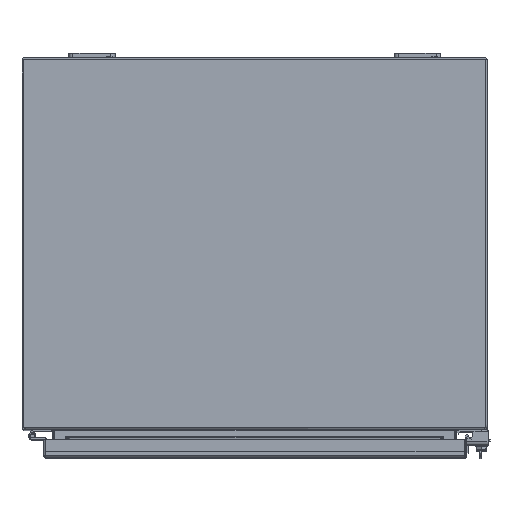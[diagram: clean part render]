
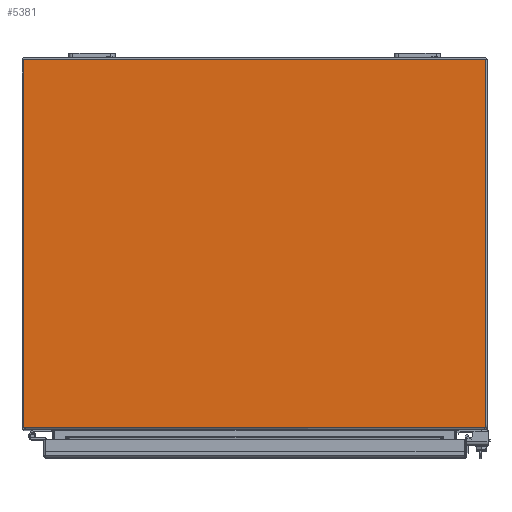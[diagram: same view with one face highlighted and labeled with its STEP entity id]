
A CAD part, top view. The second image highlights one B-rep face of the part: STEP entity #5381.
In plain terms, the highlighted planar face has unit normal (0, 0, 1).
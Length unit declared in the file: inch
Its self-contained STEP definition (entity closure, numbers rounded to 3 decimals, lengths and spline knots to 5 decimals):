
#331 = DIRECTION ( 'NONE',  ( 1., 0., 0. ) ) ;
#362 = DIRECTION ( 'NONE',  ( 0., 0., 1. ) ) ;
#1214 = LINE ( 'NONE', #12586, #21555 ) ;
#2223 = VERTEX_POINT ( 'NONE', #4623 ) ;
#2433 = PLANE ( 'NONE',  #23650 ) ;
#3597 = VERTEX_POINT ( 'NONE', #37169 ) ;
#4538 = VECTOR ( 'NONE', #25680, 39.37008 ) ;
#4623 = CARTESIAN_POINT ( 'NONE',  ( 9.89842, -15.892, 12. ) ) ;
#5381 = ADVANCED_FACE ( 'NONE', ( #13802 ), #2433, .T. ) ;
#5775 = DIRECTION ( 'NONE',  ( 1., 0., 0. ) ) ;
#8760 = EDGE_CURVE ( 'NONE', #2223, #15976, #24137, .T. ) ;
#9154 = EDGE_CURVE ( 'NONE', #33581, #48224, #27379, .T. ) ;
#9327 = VECTOR ( 'NONE', #5775, 39.37008 ) ;
#10622 = CARTESIAN_POINT ( 'NONE',  ( 9.928, -0.072, 12. ) ) ;
#12586 = CARTESIAN_POINT ( 'NONE',  ( -9.928, -0.072, 12. ) ) ;
#13094 = DIRECTION ( 'NONE',  ( -1., 0., 0. ) ) ;
#13802 = FACE_OUTER_BOUND ( 'NONE', #18816, .T. ) ;
#14258 = ORIENTED_EDGE ( 'NONE', *, *, #9154, .T. ) ;
#14552 = CARTESIAN_POINT ( 'NONE',  ( 9.678, -15.77404, 12. ) ) ;
#15976 = VERTEX_POINT ( 'NONE', #27483 ) ;
#18816 = EDGE_LOOP ( 'NONE', ( #14258, #49654, #20923, #35403, #22623, #31681 ) ) ;
#19371 = VERTEX_POINT ( 'NONE', #45521 ) ;
#20432 = VECTOR ( 'NONE', #31497, 39.37008 ) ;
#20465 = LINE ( 'NONE', #35716, #20432 ) ;
#20923 = ORIENTED_EDGE ( 'NONE', *, *, #8760, .T. ) ;
#21555 = VECTOR ( 'NONE', #13094, 39.37008 ) ;
#21802 = DIRECTION ( 'NONE',  ( 1., 0., 0. ) ) ;
#22623 = ORIENTED_EDGE ( 'NONE', *, *, #48537, .T. ) ;
#23650 = AXIS2_PLACEMENT_3D ( 'NONE', #26975, #362, #31005 ) ;
#24137 = CIRCLE ( 'NONE', #47356, 0.25 ) ;
#25570 = DIRECTION ( 'NONE',  ( 0., 0., 1. ) ) ;
#25680 = DIRECTION ( 'NONE',  ( 0., 1., 0. ) ) ;
#26975 = CARTESIAN_POINT ( 'NONE',  ( -9.928, -0.072, 12. ) ) ;
#27379 = CIRCLE ( 'NONE', #33812, 0.25 ) ;
#27483 = CARTESIAN_POINT ( 'NONE',  ( 9.928, -15.77404, 12. ) ) ;
#29463 = EDGE_CURVE ( 'NONE', #15976, #3597, #36896, .T. ) ;
#30269 = CARTESIAN_POINT ( 'NONE',  ( -9.928, -15.77404, 12. ) ) ;
#31005 = DIRECTION ( 'NONE',  ( 0., -1., 0. ) ) ;
#31497 = DIRECTION ( 'NONE',  ( 0., -1., 0. ) ) ;
#31681 = ORIENTED_EDGE ( 'NONE', *, *, #44575, .T. ) ;
#33581 = VERTEX_POINT ( 'NONE', #30269 ) ;
#33747 = CARTESIAN_POINT ( 'NONE',  ( -9.678, -15.77404, 12. ) ) ;
#33812 = AXIS2_PLACEMENT_3D ( 'NONE', #33747, #38183, #331 ) ;
#35403 = ORIENTED_EDGE ( 'NONE', *, *, #29463, .T. ) ;
#35716 = CARTESIAN_POINT ( 'NONE',  ( -9.928, -0.072, 12. ) ) ;
#36055 = LINE ( 'NONE', #47587, #9327 ) ;
#36896 = LINE ( 'NONE', #10622, #4538 ) ;
#37169 = CARTESIAN_POINT ( 'NONE',  ( 9.928, -0.072, 12. ) ) ;
#38183 = DIRECTION ( 'NONE',  ( 0., 0., 1. ) ) ;
#43202 = CARTESIAN_POINT ( 'NONE',  ( -9.89842, -15.892, 12. ) ) ;
#43300 = EDGE_CURVE ( 'NONE', #48224, #2223, #36055, .T. ) ;
#44575 = EDGE_CURVE ( 'NONE', #19371, #33581, #20465, .T. ) ;
#45521 = CARTESIAN_POINT ( 'NONE',  ( -9.928, -0.072, 12. ) ) ;
#47356 = AXIS2_PLACEMENT_3D ( 'NONE', #14552, #25570, #21802 ) ;
#47587 = CARTESIAN_POINT ( 'NONE',  ( -9.928, -15.892, 12. ) ) ;
#48224 = VERTEX_POINT ( 'NONE', #43202 ) ;
#48537 = EDGE_CURVE ( 'NONE', #3597, #19371, #1214, .T. ) ;
#49654 = ORIENTED_EDGE ( 'NONE', *, *, #43300, .T. ) ;
